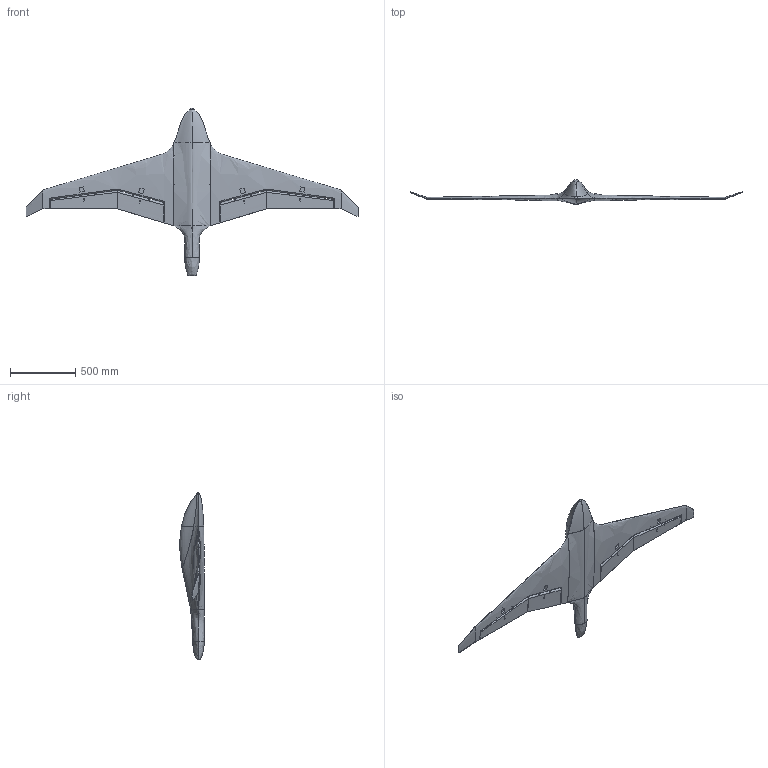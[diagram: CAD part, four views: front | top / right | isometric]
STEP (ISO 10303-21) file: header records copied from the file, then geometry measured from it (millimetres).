
FILE_DESCRIPTION(('FreeCAD Model'),'2;1');
FILE_NAME('Open CASCADE Shape Model','2025-04-27T01:34:01',('FreeCAD'),( 'FreeCAD'),'Open CASCADE STEP processor 7.6','FreeCAD','Unknown');
FILE_SCHEMA(('AUTOMOTIVE_DESIGN { 1 0 10303 214 1 1 1 1 }'));
Products named in the file (1): Open CASCADE STEP translator 7.6 1
Bounding box: 2540.63 x 185.91 x 1284.59 mm (x, y, z)
Volume: 16864463 mm3; surface area: 2934874.9 mm2
Topology: 11 solids, 11 shells, 281 faces, 730 edges, 484 vertices
Faces by surface type: bspline 281
Entity records: 209861 total; most frequent: CARTESIAN_POINT 205296, ORIENTED_EDGE 1452, EDGE_CURVE 726, B_SPLINE_CURVE_WITH_KNOTS 676, VERTEX_POINT 484, FACE_BOUND 330, EDGE_LOOP 330, ADVANCED_FACE 281
